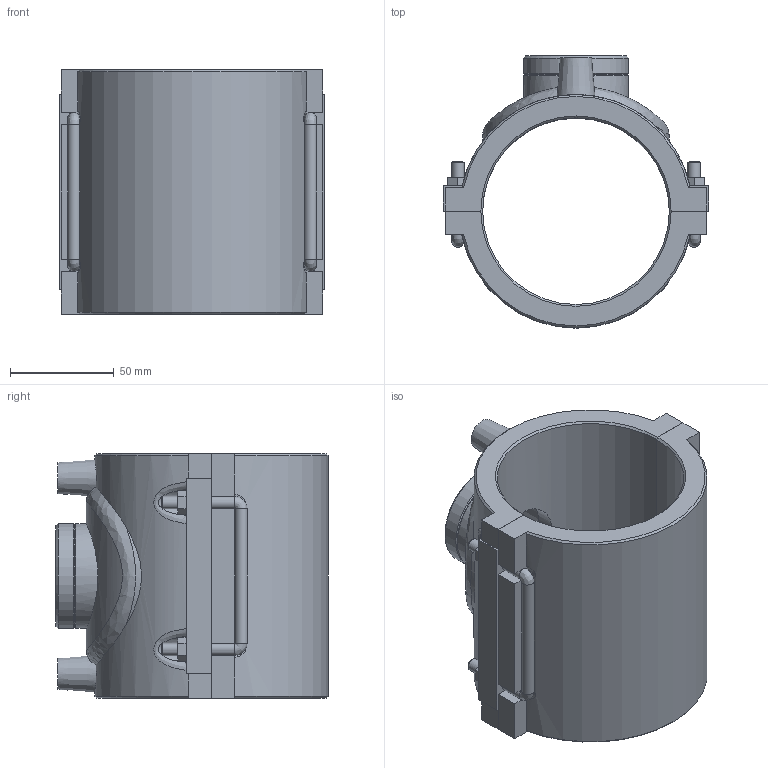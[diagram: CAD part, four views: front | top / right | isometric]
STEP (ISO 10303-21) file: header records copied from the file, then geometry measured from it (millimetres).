
FILE_DESCRIPTION(/* description */ ('PLASSON SADDLE 90X1.1/4" FEMALE BSPP'),/* implementation_level */ '2;1');
FILE_NAME(/* name */ '4958T4090013.ipt.stp',/* time_stamp */ '2017-11-06T09:20:04+02:00',/* author */ ('KIM'),/* organization */ (''),/* preprocessor_version */ 'ST-DEVELOPER v15.6',/* originating_system */ 'Autodesk Inventor 2015',/* authorisation */ '');
FILE_SCHEMA (('AUTOMOTIVE_DESIGN { 1 0 10303 214 3 1 1 }'));
Length unit declared in the file: millimetre
Products named in the file (1): 4958T4090013
Bounding box: 128 x 131.25 x 118 mm (x, y, z)
Volume: 496833.3 mm3; surface area: 106688.3 mm2
Topology: 1 solids, 3 shells, 159 faces, 409 edges, 259 vertices
Faces by surface type: plane 86, cylinder 39, cone 17, bspline 17
Full cylindrical faces by diameter (mm): 4 x2, 6 x8, 10 x2, 31.162 x1, 38.952 x1, 49.638 x1, 50.638 x2
Entity records: 5772 total; most frequent: CARTESIAN_POINT 2213, ORIENTED_EDGE 740, DIRECTION 665, EDGE_CURVE 368, VERTEX_POINT 252, AXIS2_PLACEMENT_3D 233, EDGE_LOOP 206, LINE 199
